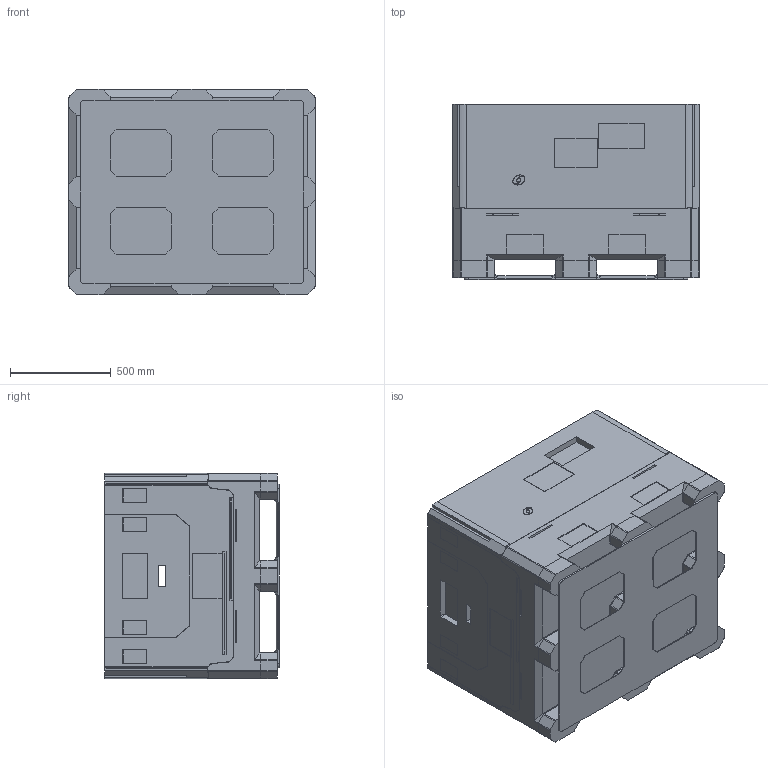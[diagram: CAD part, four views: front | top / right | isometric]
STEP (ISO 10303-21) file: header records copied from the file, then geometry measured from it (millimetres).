
FILE_DESCRIPTION((''),'2;1');
FILE_NAME('195692WSM_ASM','2025-06-30T15:42:14',('SYSTEM'),(''),'CREO PARAMETRIC BY PTC INC, 2023294','CREO PARAMETRIC BY PTC INC, 2023294','');
FILE_SCHEMA(('CONFIG_CONTROL_DESIGN'));
Length unit declared in the file: inch
Products named in the file (6): 195699SM; 195701SM; 195702SM; 195703SM; 195704SM; 195692WSM_ASM
Assembly tree (10 placements, depth 2):
  195692WSM_ASM
    195699SM
    195701SM
    195702SM  x2
    195703SM  x2
    195704SM  x4
Bounding box: 1219.2 x 866.01 x 1016 mm (x, y, z)
Volume: 228719081.8 mm3; surface area: 15685464.1 mm2
Topology: 10 solids, 10 shells, 1366 faces, 3888 edges, 2592 vertices
Faces by surface type: plane 1054, cylinder 272, extrusion 40
Entity records: 31030 total; most frequent: CARTESIAN_POINT 6248, ORIENTED_EDGE 5384, DIRECTION 4762, EDGE_CURVE 2692, VECTOR 2190, LINE 2180, VERTEX_POINT 1784, AXIS2_PLACEMENT_3D 1286
